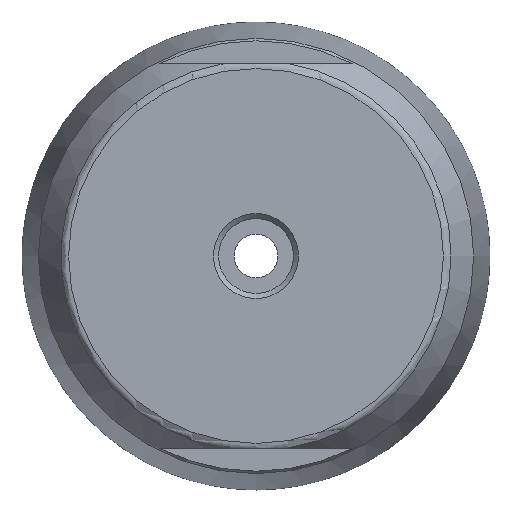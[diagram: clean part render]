
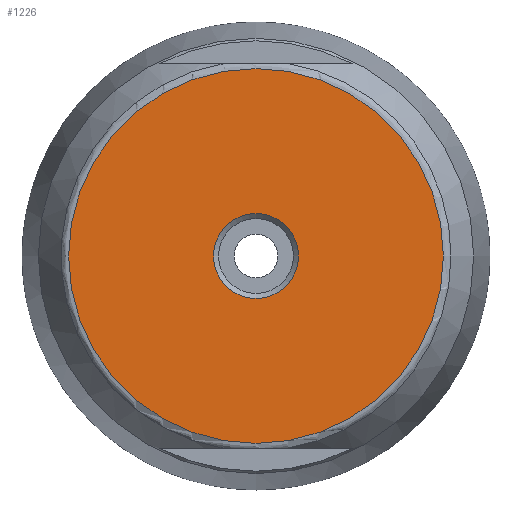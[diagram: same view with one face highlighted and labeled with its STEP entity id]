
A CAD part, front view. The second image highlights one B-rep face of the part: STEP entity #1226.
In plain terms, the highlighted planar face has unit normal (0, -1, 0).
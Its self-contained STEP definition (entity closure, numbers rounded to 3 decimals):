
#97=PLANE('',#1418);
#392=ORIENTED_EDGE('',*,*,#586,.T.);
#393=ORIENTED_EDGE('',*,*,#594,.F.);
#586=EDGE_CURVE('',#710,#710,#801,.T.);
#594=EDGE_CURVE('',#716,#716,#805,.T.);
#710=VERTEX_POINT('',#2147);
#716=VERTEX_POINT('',#2177);
#801=CIRCLE('',#1413,21.436);
#805=CIRCLE('',#1419,4.864);
#920=EDGE_LOOP('',(#392));
#921=EDGE_LOOP('',(#393));
#1081=FACE_BOUND('',#920,.T.);
#1082=FACE_BOUND('',#921,.T.);
#1226=ADVANCED_FACE('',(#1081,#1082),#97,.T.);
#1413=AXIS2_PLACEMENT_3D('',#2146,#1716,#1717);
#1418=AXIS2_PLACEMENT_3D('',#2175,#1726,#1727);
#1419=AXIS2_PLACEMENT_3D('',#2176,#1728,#1729);
#1716=DIRECTION('',(0.,-1.,0.));
#1717=DIRECTION('',(0.,0.,-1.));
#1726=DIRECTION('',(0.,-1.,0.));
#1727=DIRECTION('',(0.,0.,-1.));
#1728=DIRECTION('',(0.,-1.,0.));
#1729=DIRECTION('',(0.,0.,-1.));
#2146=CARTESIAN_POINT('',(0.,-65.,0.));
#2147=CARTESIAN_POINT('',(0.,-65.,-21.436));
#2175=CARTESIAN_POINT('',(2.5,-65.,0.));
#2176=CARTESIAN_POINT('',(0.,-65.,0.));
#2177=CARTESIAN_POINT('',(0.,-65.,-4.864));
